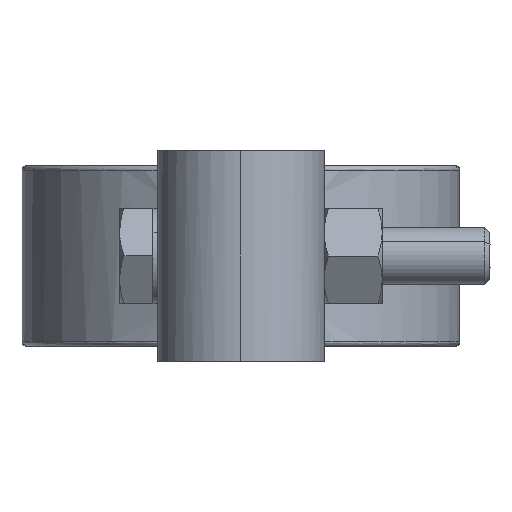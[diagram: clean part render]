
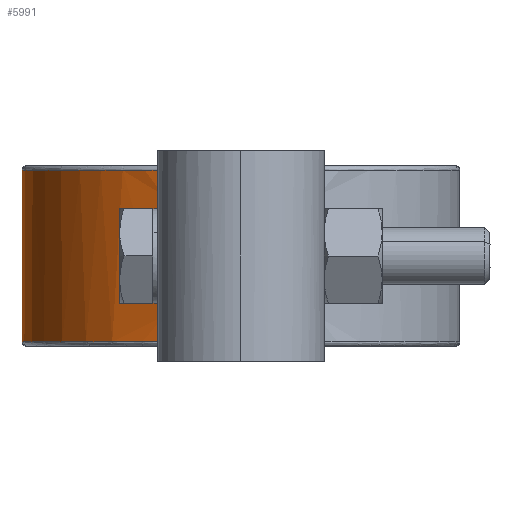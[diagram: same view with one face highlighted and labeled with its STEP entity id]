
A CAD part, left-side view. The second image highlights one B-rep face of the part: STEP entity #5991.
In plain terms, the highlighted free-form (B-spline) face has degree [1, 3] with [2, 4] control points.
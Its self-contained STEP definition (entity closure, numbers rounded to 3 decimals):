
#206 = CARTESIAN_POINT ( 'NONE',  ( 22.004, 6.898, 9.025 ) ) ;
#464 =( BOUNDED_SURFACE ( )  B_SPLINE_SURFACE ( 1, 3, ( 
 ( #2650, #6542, #10428, #1710 ),
 ( #5576, #9474, #763, #4629 ) ),
 .UNSPECIFIED., .F., .F., .F. ) 
 B_SPLINE_SURFACE_WITH_KNOTS ( ( 2, 2 ),
 ( 4, 4 ),
 ( 0., 1. ),
 ( 0., 1. ),
 .UNSPECIFIED. ) 
 GEOMETRIC_REPRESENTATION_ITEM ( )  RATIONAL_B_SPLINE_SURFACE ( (
 ( 1., 0.523, 0.523, 1.),
 ( 1., 0.523, 0.523, 1.) ) ) 
 REPRESENTATION_ITEM ( '' )  SURFACE ( )  );
#641 = VERTEX_POINT ( 'NONE', #6842 ) ;
#763 = CARTESIAN_POINT ( 'NONE',  ( 14.087, 33.573, -9.025 ) ) ;
#770 = EDGE_CURVE ( 'NONE', #641, #3917, #5742, .T. ) ;
#956 = ORIENTED_EDGE ( 'NONE', *, *, #9887, .F. ) ;
#989 = CARTESIAN_POINT ( 'NONE',  ( -21.875, 7.308, -8.128 ) ) ;
#1009 = CARTESIAN_POINT ( 'NONE',  ( 21.735, 7.715, -7.238 ) ) ;
#1083 =( BOUNDED_CURVE ( )  B_SPLINE_CURVE ( 3, ( #206, #4076, #7963, #11847 ),
 .UNSPECIFIED., .F., .F. ) 
 B_SPLINE_CURVE_WITH_KNOTS ( ( 4, 4 ),
 ( 0.304, 2.838 ),
 .UNSPECIFIED. ) 
 CURVE ( )  GEOMETRIC_REPRESENTATION_ITEM ( )  RATIONAL_B_SPLINE_CURVE ( ( 0.957, 0.51, 0.51, 0.957 ) ) 
 REPRESENTATION_ITEM ( '' )  );
#1105 = CARTESIAN_POINT ( 'NONE',  ( 21.584, 8.117, 6.358 ) ) ;
#1382 = EDGE_CURVE ( 'NONE', #4472, #3917, #7457, .T. ) ;
#1498 = ORIENTED_EDGE ( 'NONE', *, *, #8215, .F. ) ;
#1710 = CARTESIAN_POINT ( 'NONE',  ( 22.106, 6.563, 9.025 ) ) ;
#1774 = VERTEX_POINT ( 'NONE', #4539 ) ;
#2008 = CARTESIAN_POINT ( 'NONE',  ( 13.767, 33.172, -9.025 ) ) ;
#2153 = CARTESIAN_POINT ( 'NONE',  ( -21.735, 7.715, 7.238 ) ) ;
#2299 = EDGE_CURVE ( 'NONE', #1774, #3363, #9926, .T. ) ;
#2519 = CARTESIAN_POINT ( 'NONE',  ( -21.584, 8.117, 6.358 ) ) ;
#2650 = CARTESIAN_POINT ( 'NONE',  ( -22.106, 6.563, 9.025 ) ) ;
#2916 = EDGE_CURVE ( 'NONE', #641, #1774, #1083, .T. ) ;
#3035 = ORIENTED_EDGE ( 'NONE', *, *, #6402, .F. ) ;
#3048 = EDGE_LOOP ( 'NONE', ( #6005, #3035, #1498, #6483, #10427, #11593, #11943, #956 ) ) ;
#3363 = VERTEX_POINT ( 'NONE', #12434 ) ;
#3773 = CARTESIAN_POINT ( 'NONE',  ( 21.731, 7.726, 7.214 ) ) ;
#3917 = VERTEX_POINT ( 'NONE', #9757 ) ;
#4076 = CARTESIAN_POINT ( 'NONE',  ( 13.767, 33.172, 9.025 ) ) ;
#4472 = VERTEX_POINT ( 'NONE', #11818 ) ;
#4539 = CARTESIAN_POINT ( 'NONE',  ( -22.004, 6.898, 9.025 ) ) ;
#4629 = CARTESIAN_POINT ( 'NONE',  ( 22.106, 6.563, -9.025 ) ) ;
#4851 = CARTESIAN_POINT ( 'NONE',  ( -22.004, 6.898, -9.025 ) ) ;
#4870 = CARTESIAN_POINT ( 'NONE',  ( 21.584, 8.117, -6.358 ) ) ;
#5065 = VERTEX_POINT ( 'NONE', #12081 ) ;
#5368 = B_SPLINE_CURVE_WITH_KNOTS ( 'NONE', 1,
 ( #2519, #6412 ),
 .UNSPECIFIED., .F., .F.,
 ( 2, 2 ),
 ( -1., 0. ),
 .UNSPECIFIED. ) ;
#5576 = CARTESIAN_POINT ( 'NONE',  ( -22.106, 6.563, -9.025 ) ) ;
#5742 = B_SPLINE_CURVE_WITH_KNOTS ( 'NONE', 3,
 ( #8612, #12492, #3773, #7653 ),
 .UNSPECIFIED., .F., .F.,
 ( 4, 4 ),
 ( -1., 0. ),
 .UNSPECIFIED. ) ;
#5802 = CARTESIAN_POINT ( 'NONE',  ( -21.584, 8.117, -6.358 ) ) ;
#5821 = CARTESIAN_POINT ( 'NONE',  ( 22.004, 6.898, -9.025 ) ) ;
#5881 = CARTESIAN_POINT ( 'NONE',  ( 22.004, 6.898, -9.025 ) ) ;
#5991 = ADVANCED_FACE ( 'NONE', ( #7498 ), #464, .F. ) ;
#6005 = ORIENTED_EDGE ( 'NONE', *, *, #7009, .F. ) ;
#6027 = CARTESIAN_POINT ( 'NONE',  ( -21.584, 8.117, 6.358 ) ) ;
#6402 = EDGE_CURVE ( 'NONE', #5065, #6684, #10578, .T. ) ;
#6412 = CARTESIAN_POINT ( 'NONE',  ( -21.584, 8.117, -6.358 ) ) ;
#6483 = ORIENTED_EDGE ( 'NONE', *, *, #2299, .F. ) ;
#6542 = CARTESIAN_POINT ( 'NONE',  ( -14.087, 33.573, 9.025 ) ) ;
#6684 = VERTEX_POINT ( 'NONE', #9918 ) ;
#6842 = CARTESIAN_POINT ( 'NONE',  ( 22.004, 6.898, 9.025 ) ) ;
#6848 = CARTESIAN_POINT ( 'NONE',  ( -22.004, 6.898, -9.025 ) ) ;
#6992 = CARTESIAN_POINT ( 'NONE',  ( -22.004, 6.898, 9.025 ) ) ;
#7009 = EDGE_CURVE ( 'NONE', #6684, #10622, #7362, .T. ) ;
#7207 =( BOUNDED_CURVE ( )  B_SPLINE_CURVE ( 3, ( #5821, #9714, #1009, #4870 ),
 .UNSPECIFIED., .F., .F. ) 
 B_SPLINE_CURVE_WITH_KNOTS ( ( 4, 4 ),
 ( 0., 1. ),
 .UNSPECIFIED. ) 
 CURVE ( )  GEOMETRIC_REPRESENTATION_ITEM ( )  RATIONAL_B_SPLINE_CURVE ( ( 1., 1., 1., 1. ) ) 
 REPRESENTATION_ITEM ( '' )  );
#7362 =( BOUNDED_CURVE ( )  B_SPLINE_CURVE ( 3, ( #6848, #10732, #2008, #5881 ),
 .UNSPECIFIED., .F., .F. ) 
 B_SPLINE_CURVE_WITH_KNOTS ( ( 4, 4 ),
 ( 0., 2.534 ),
 .UNSPECIFIED. ) 
 CURVE ( )  GEOMETRIC_REPRESENTATION_ITEM ( )  RATIONAL_B_SPLINE_CURVE ( ( 0.957, 0.51, 0.51, 0.957 ) ) 
 REPRESENTATION_ITEM ( '' )  );
#7457 = B_SPLINE_CURVE_WITH_KNOTS ( 'NONE', 1,
 ( #9818, #1105 ),
 .UNSPECIFIED., .F., .F.,
 ( 2, 2 ),
 ( -1., 0. ),
 .UNSPECIFIED. ) ;
#7498 = FACE_OUTER_BOUND ( 'NONE', #3048, .T. ) ;
#7653 = CARTESIAN_POINT ( 'NONE',  ( 21.584, 8.117, 6.358 ) ) ;
#7963 = CARTESIAN_POINT ( 'NONE',  ( -13.767, 33.172, 9.025 ) ) ;
#8215 = EDGE_CURVE ( 'NONE', #3363, #5065, #5368, .T. ) ;
#8612 = CARTESIAN_POINT ( 'NONE',  ( 22.004, 6.898, 9.025 ) ) ;
#8643 = CARTESIAN_POINT ( 'NONE',  ( 22.004, 6.898, -9.025 ) ) ;
#9474 = CARTESIAN_POINT ( 'NONE',  ( -14.087, 33.573, -9.025 ) ) ;
#9694 = CARTESIAN_POINT ( 'NONE',  ( -21.735, 7.715, -7.238 ) ) ;
#9714 = CARTESIAN_POINT ( 'NONE',  ( 21.875, 7.308, -8.128 ) ) ;
#9757 = CARTESIAN_POINT ( 'NONE',  ( 21.584, 8.117, 6.358 ) ) ;
#9818 = CARTESIAN_POINT ( 'NONE',  ( 21.584, 8.117, -6.358 ) ) ;
#9887 = EDGE_CURVE ( 'NONE', #10622, #4472, #7207, .T. ) ;
#9918 = CARTESIAN_POINT ( 'NONE',  ( -22.004, 6.898, -9.025 ) ) ;
#9926 =( BOUNDED_CURVE ( )  B_SPLINE_CURVE ( 3, ( #6992, #10869, #2153, #6027 ),
 .UNSPECIFIED., .F., .F. ) 
 B_SPLINE_CURVE_WITH_KNOTS ( ( 4, 4 ),
 ( 0., 1. ),
 .UNSPECIFIED. ) 
 CURVE ( )  GEOMETRIC_REPRESENTATION_ITEM ( )  RATIONAL_B_SPLINE_CURVE ( ( 1., 1., 1., 1. ) ) 
 REPRESENTATION_ITEM ( '' )  );
#10427 = ORIENTED_EDGE ( 'NONE', *, *, #2916, .F. ) ;
#10428 = CARTESIAN_POINT ( 'NONE',  ( 14.087, 33.573, 9.025 ) ) ;
#10578 = B_SPLINE_CURVE_WITH_KNOTS ( 'NONE', 3,
 ( #5802, #9694, #989, #4851 ),
 .UNSPECIFIED., .F., .F.,
 ( 4, 4 ),
 ( 0., 1. ),
 .UNSPECIFIED. ) ;
#10622 = VERTEX_POINT ( 'NONE', #8643 ) ;
#10732 = CARTESIAN_POINT ( 'NONE',  ( -13.767, 33.172, -9.025 ) ) ;
#10869 = CARTESIAN_POINT ( 'NONE',  ( -21.875, 7.308, 8.128 ) ) ;
#11593 = ORIENTED_EDGE ( 'NONE', *, *, #770, .T. ) ;
#11818 = CARTESIAN_POINT ( 'NONE',  ( 21.584, 8.117, -6.358 ) ) ;
#11847 = CARTESIAN_POINT ( 'NONE',  ( -22.004, 6.898, 9.025 ) ) ;
#11943 = ORIENTED_EDGE ( 'NONE', *, *, #1382, .F. ) ;
#12081 = CARTESIAN_POINT ( 'NONE',  ( -21.584, 8.117, -6.358 ) ) ;
#12434 = CARTESIAN_POINT ( 'NONE',  ( -21.584, 8.117, 6.358 ) ) ;
#12492 = CARTESIAN_POINT ( 'NONE',  ( 21.872, 7.32, 8.103 ) ) ;
